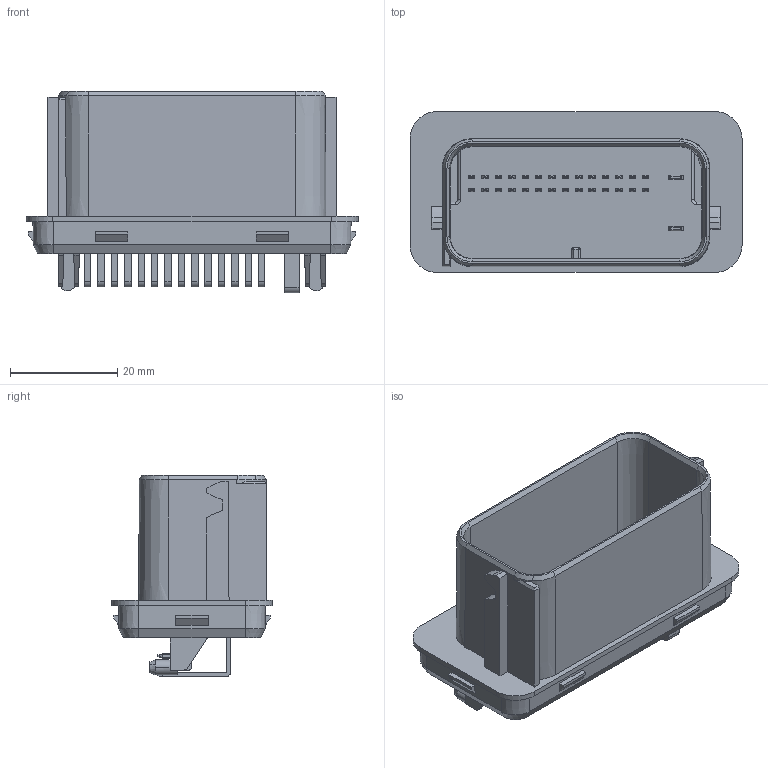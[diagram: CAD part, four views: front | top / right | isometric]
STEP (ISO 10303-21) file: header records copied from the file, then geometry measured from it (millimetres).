
FILE_DESCRIPTION(('CATIA V5 STEP Exchange','CAx-IF Rec.Pracs.--- Model Styling and Organization---1.2---2011-12-15'),'2;1');
FILE_NAME('E03011702-BCL-connector_FA.stp','2015-07-21T08:06:31+00:00',('none'),('none'),'CATIA Version 5-6 Release 2014 SP1 HF42','CATIA V5 STEP AP214','none');
FILE_SCHEMA(('AUTOMOTIVE_DESIGN { 1 0 10303 214 1 1 1 1 }'));
Length unit declared in the file: millimetre
Products named in the file (3): E03011701-BCL-connector_assy; E03011701-BCL-connector_pins; E03011701-BCL-connector_plastic
Assembly tree (2 placements, depth 2):
  E03011701-BCL-connector_assy
    E03011701-BCL-connector_pins
    E03011701-BCL-connector_plastic
Bounding box: 62 x 30 x 37.65 mm (x, y, z)
Volume: 9882.2 mm3; surface area: 15599.6 mm2
Topology: 31 solids, 31 shells, 989 faces, 2597 edges, 1678 vertices
Faces by surface type: plane 702, cylinder 246, cone 37, torus 2, sphere 2
Entity records: 28614 total; most frequent: CARTESIAN_POINT 6606, ORIENTED_EDGE 5190, DIRECTION 3408, EDGE_CURVE 2595, VECTOR 1801, LINE 1801, VERTEX_POINT 1678, EDGE_LOOP 999
